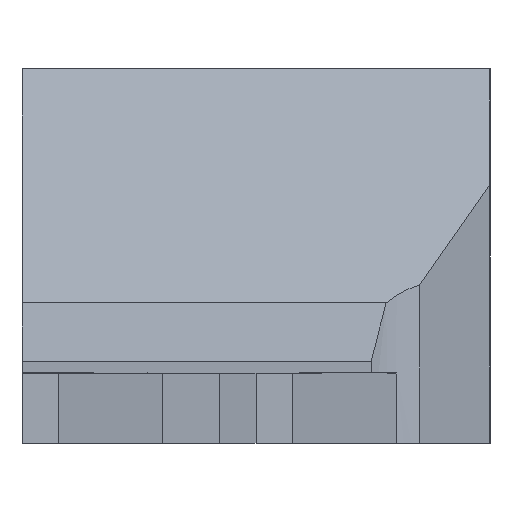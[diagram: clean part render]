
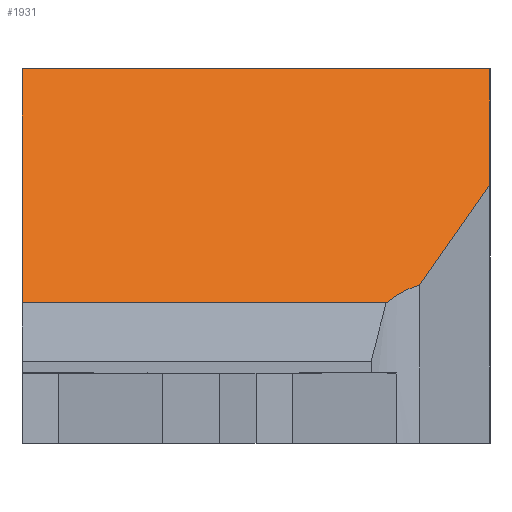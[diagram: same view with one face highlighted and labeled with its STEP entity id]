
A CAD part, left-side view. The second image highlights one B-rep face of the part: STEP entity #1931.
In plain terms, the highlighted planar face has unit normal (-0.707, 0, 0.707).
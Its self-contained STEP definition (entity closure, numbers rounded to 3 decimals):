
#130 = DIRECTION ( 'NONE',  ( 0.707, 0., 0.707 ) ) ;
#172 = DIRECTION ( 'NONE',  ( 0.634, -0.444, 0.634 ) ) ;
#226 = CARTESIAN_POINT ( 'NONE',  ( -124.33, 169.496, 6. ) ) ;
#284 = ORIENTED_EDGE ( 'NONE', *, *, #1728, .T. ) ;
#296 = CARTESIAN_POINT ( 'NONE',  ( -123.56, -7., 6.77 ) ) ;
#315 = VECTOR ( 'NONE', #172, 1000. ) ;
#341 =( BOUNDED_CURVE ( )  B_SPLINE_CURVE ( 3, ( #2004, #739, #2220, #944 ),
 .UNSPECIFIED., .F., .T. ) 
 B_SPLINE_CURVE_WITH_KNOTS ( ( 4, 4 ),
 ( 5.591, 5.991 ),
 .UNSPECIFIED. ) 
 CURVE ( )  GEOMETRIC_REPRESENTATION_ITEM ( )  RATIONAL_B_SPLINE_CURVE ( ( 1., 0.987, 0.987, 1. ) ) 
 REPRESENTATION_ITEM ( '' )  );
#377 = ORIENTED_EDGE ( 'NONE', *, *, #879, .T. ) ;
#392 = FACE_OUTER_BOUND ( 'NONE', #1684, .T. ) ;
#443 = AXIS2_PLACEMENT_3D ( 'NONE', #226, #1705, #444 ) ;
#444 = DIRECTION ( 'NONE',  ( -0.707, 0., -0.707 ) ) ;
#452 = VECTOR ( 'NONE', #1181, 1000. ) ;
#507 = EDGE_CURVE ( 'NONE', #2654, #2291, #2586, .T. ) ;
#538 = CARTESIAN_POINT ( 'NONE',  ( -124.33, 10., 6. ) ) ;
#541 = DIRECTION ( 'NONE',  ( 0., -1., 0. ) ) ;
#649 = PLANE ( 'NONE',  #443 ) ;
#668 = VERTEX_POINT ( 'NONE', #1817 ) ;
#739 = CARTESIAN_POINT ( 'NONE',  ( -123.979, -5.987, 6.351 ) ) ;
#801 = ORIENTED_EDGE ( 'NONE', *, *, #2735, .T. ) ;
#828 = LINE ( 'NONE', #1295, #1458 ) ;
#865 = CARTESIAN_POINT ( 'NONE',  ( -119.276, -10., 11.055 ) ) ;
#867 = VERTEX_POINT ( 'NONE', #2670 ) ;
#879 = EDGE_CURVE ( 'NONE', #668, #1661, #828, .T. ) ;
#944 = CARTESIAN_POINT ( 'NONE',  ( -123.56, -7., 6.77 ) ) ;
#1146 = ORIENTED_EDGE ( 'NONE', *, *, #507, .T. ) ;
#1166 = CARTESIAN_POINT ( 'NONE',  ( -114.33, 169.496, 16. ) ) ;
#1181 = DIRECTION ( 'NONE',  ( 0., -1., 0. ) ) ;
#1292 = ORIENTED_EDGE ( 'NONE', *, *, #2696, .T. ) ;
#1295 = CARTESIAN_POINT ( 'NONE',  ( -119.665, 10., 10.665 ) ) ;
#1458 = VECTOR ( 'NONE', #2366, 1000. ) ;
#1661 = VERTEX_POINT ( 'NONE', #538 ) ;
#1684 = EDGE_LOOP ( 'NONE', ( #377, #801, #1292, #1146, #284, #2359 ) ) ;
#1705 = DIRECTION ( 'NONE',  ( -0.707, 0., 0.707 ) ) ;
#1728 = EDGE_CURVE ( 'NONE', #2291, #1886, #2126, .T. ) ;
#1739 = VECTOR ( 'NONE', #541, 1000. ) ;
#1817 = CARTESIAN_POINT ( 'NONE',  ( -114.33, 10., 16. ) ) ;
#1886 = VERTEX_POINT ( 'NONE', #2244 ) ;
#1931 = ADVANCED_FACE ( 'NONE', ( #392 ), #649, .T. ) ;
#2004 = CARTESIAN_POINT ( 'NONE',  ( -124.33, -5.563, 6. ) ) ;
#2084 = LINE ( 'NONE', #2463, #452 ) ;
#2126 = LINE ( 'NONE', #2708, #2698 ) ;
#2160 = EDGE_CURVE ( 'NONE', #668, #1886, #2378, .T. ) ;
#2220 = CARTESIAN_POINT ( 'NONE',  ( -123.718, -6.473, 6.612 ) ) ;
#2244 = CARTESIAN_POINT ( 'NONE',  ( -114.33, -10., 16. ) ) ;
#2291 = VERTEX_POINT ( 'NONE', #865 ) ;
#2359 = ORIENTED_EDGE ( 'NONE', *, *, #2160, .F. ) ;
#2366 = DIRECTION ( 'NONE',  ( -0.707, 0., -0.707 ) ) ;
#2378 = LINE ( 'NONE', #1166, #1739 ) ;
#2463 = CARTESIAN_POINT ( 'NONE',  ( -124.33, 169.496, 6. ) ) ;
#2525 = CARTESIAN_POINT ( 'NONE',  ( -191.832, 40.804, -61.502 ) ) ;
#2586 = LINE ( 'NONE', #2525, #315 ) ;
#2654 = VERTEX_POINT ( 'NONE', #296 ) ;
#2670 = CARTESIAN_POINT ( 'NONE',  ( -124.33, -5.563, 6. ) ) ;
#2696 = EDGE_CURVE ( 'NONE', #867, #2654, #341, .T. ) ;
#2698 = VECTOR ( 'NONE', #130, 1000. ) ;
#2708 = CARTESIAN_POINT ( 'NONE',  ( -119.665, -10., 10.665 ) ) ;
#2735 = EDGE_CURVE ( 'NONE', #1661, #867, #2084, .T. ) ;
